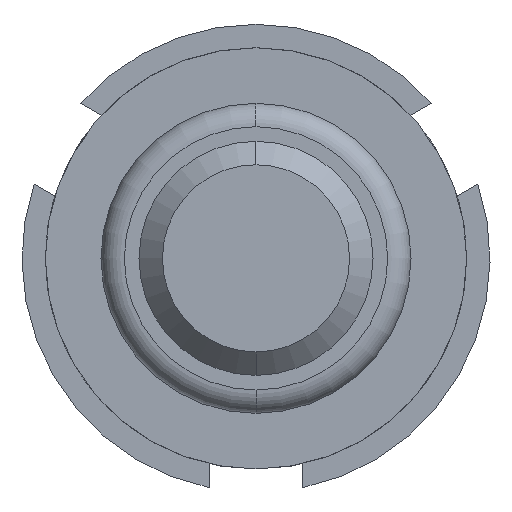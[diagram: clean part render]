
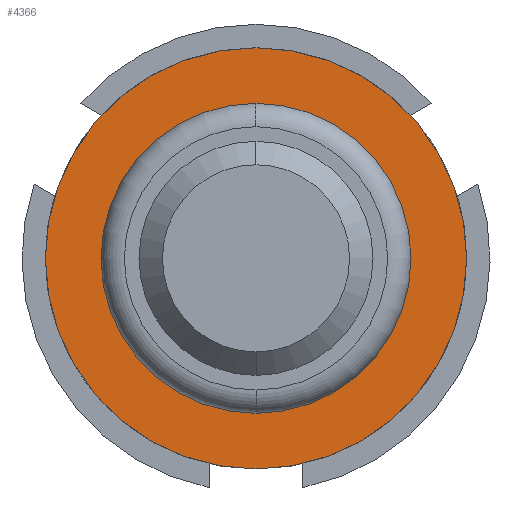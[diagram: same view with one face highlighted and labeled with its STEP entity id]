
A CAD part, front view. The second image highlights one B-rep face of the part: STEP entity #4366.
In plain terms, the highlighted planar face has unit normal (0, -1, 0).
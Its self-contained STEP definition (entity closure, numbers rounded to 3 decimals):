
#184 = EDGE_CURVE ( 'Defeature ausgef�hrt3_12+Defeature ausgef�hrt3_13+Defeature ausgef�hrt3_13+Defeature ausgef�hrt3_13', #2323, #1803, #2499, .T. ) ;
#346 = DIRECTION ( 'NONE',  ( 0., 1., 0. ) ) ;
#509 = EDGE_CURVE ( 'Defeature ausgef�hrt3_13+Defeature ausgef�hrt3_14+Defeature ausgef�hrt3_14+Defeature ausgef�hrt3_14', #890, #3215, #4205, .T. ) ;
#591 = CARTESIAN_POINT ( 'NONE',  ( 1.8, -1.8, 0. ) ) ;
#790 = CARTESIAN_POINT ( 'NONE',  ( 0., -1.8, 0. ) ) ;
#890 = VERTEX_POINT ( 'NONE', #4243 ) ;
#972 = DIRECTION ( 'NONE',  ( 0., 1., 0. ) ) ;
#998 = CIRCLE ( 'NONE', #4357, 1.8 ) ;
#1161 = AXIS2_PLACEMENT_3D ( 'NONE', #591, #2316, #1294 ) ;
#1294 = DIRECTION ( 'NONE',  ( 0., 0., 1. ) ) ;
#1803 = VERTEX_POINT ( 'NONE', #1849 ) ;
#1849 = CARTESIAN_POINT ( 'NONE',  ( 0., -1.8, 1.8 ) ) ;
#1916 = ORIENTED_EDGE ( 'NONE', *, *, #2431, .F. ) ;
#2016 = CARTESIAN_POINT ( 'NONE',  ( 0., -1.8, -1.325 ) ) ;
#2066 = CIRCLE ( 'NONE', #3262, 1.325 ) ;
#2128 = CARTESIAN_POINT ( 'NONE',  ( 0., -1.8, 0. ) ) ;
#2227 = DIRECTION ( 'NONE',  ( 0., 1., 0. ) ) ;
#2316 = DIRECTION ( 'NONE',  ( 0., 1., 0. ) ) ;
#2323 = VERTEX_POINT ( 'NONE', #2988 ) ;
#2339 = DIRECTION ( 'NONE',  ( 0., 0., 1. ) ) ;
#2431 = EDGE_CURVE ( 'Defeature ausgef�hrt3_12+Defeature ausgef�hrt3_13+Defeature ausgef�hrt3_13+Defeature ausgef�hrt3_13', #1803, #2323, #998, .T. ) ;
#2435 = DIRECTION ( 'NONE',  ( 0., 0., 1. ) ) ;
#2499 = CIRCLE ( 'NONE', #4203, 1.8 ) ;
#2590 = EDGE_LOOP ( 'NONE', ( #2682, #4386 ) ) ;
#2682 = ORIENTED_EDGE ( 'NONE', *, *, #509, .T. ) ;
#2758 = FACE_OUTER_BOUND ( 'NONE', #3811, .T. ) ;
#2779 = DIRECTION ( 'NONE',  ( 0., 0., 1. ) ) ;
#2841 = DIRECTION ( 'NONE',  ( 0., 0., 1. ) ) ;
#2945 = DIRECTION ( 'NONE',  ( 0., 1., 0. ) ) ;
#2988 = CARTESIAN_POINT ( 'NONE',  ( 0., -1.8, -1.8 ) ) ;
#3117 = CARTESIAN_POINT ( 'NONE',  ( 0., -1.8, 0. ) ) ;
#3215 = VERTEX_POINT ( 'NONE', #2016 ) ;
#3262 = AXIS2_PLACEMENT_3D ( 'NONE', #790, #2227, #2779 ) ;
#3811 = EDGE_LOOP ( 'NONE', ( #1916, #4112 ) ) ;
#3822 = PLANE ( 'NONE',  #1161 ) ;
#3990 = CARTESIAN_POINT ( 'NONE',  ( 0., -1.8, 0. ) ) ;
#4016 = EDGE_CURVE ( 'Defeature ausgef�hrt3_13+Defeature ausgef�hrt3_14+Defeature ausgef�hrt3_14+Defeature ausgef�hrt3_14', #3215, #890, #2066, .T. ) ;
#4112 = ORIENTED_EDGE ( 'NONE', *, *, #184, .F. ) ;
#4171 = FACE_BOUND ( 'NONE', #2590, .T. ) ;
#4203 = AXIS2_PLACEMENT_3D ( 'NONE', #2128, #346, #2435 ) ;
#4205 = CIRCLE ( 'NONE', #4587, 1.325 ) ;
#4243 = CARTESIAN_POINT ( 'NONE',  ( 0., -1.8, 1.325 ) ) ;
#4357 = AXIS2_PLACEMENT_3D ( 'NONE', #3117, #972, #2339 ) ;
#4366 = ADVANCED_FACE ( 'Defeature ausgef�hrt3_13', ( #2758, #4171 ), #3822, .F. ) ;
#4386 = ORIENTED_EDGE ( 'NONE', *, *, #4016, .T. ) ;
#4587 = AXIS2_PLACEMENT_3D ( 'NONE', #3990, #2945, #2841 ) ;
